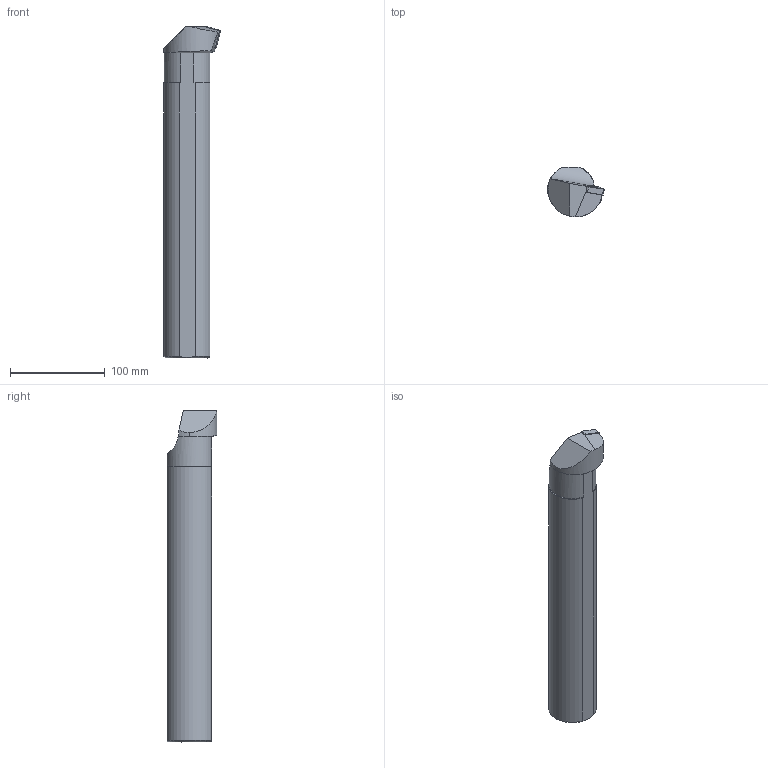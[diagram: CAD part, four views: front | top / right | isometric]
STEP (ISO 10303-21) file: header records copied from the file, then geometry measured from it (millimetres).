
FILE_DESCRIPTION(/* description */ (''),/* implementation_level */ '2;1');
FILE_NAME(/* name */ 'A50U-PSKNR19.stp',/* time_stamp */ '2023-01-17T07:29:33+01:00',/* author */ (''),/* organization */ (''),/* preprocessor_version */ 'ST-DEVELOPER v16.7',/* originating_system */ 'SIEMENS PLM Software NX 12.0',/* authorisation */ '');
FILE_SCHEMA (('AUTOMOTIVE_DESIGN { 1 0 10303 214 3 1 1 1 }'));
Length unit declared in the file: millimetre
Products named in the file (1): kl6240F04847m8fj
Bounding box: 59.88 x 52.7 x 350.09 mm (x, y, z)
Volume: 642986.3 mm3; surface area: 58867.7 mm2
Topology: 2 solids, 3 shells, 49 faces, 128 edges, 83 vertices
Faces by surface type: plane 21, cylinder 19, cone 8, extrusion 1
Full cylindrical faces by diameter (mm): 4.5 x1, 7.9 x1, 10 x1
Entity records: 1522 total; most frequent: CARTESIAN_POINT 306, DIRECTION 252, ORIENTED_EDGE 238, EDGE_CURVE 119, AXIS2_PLACEMENT_3D 98, VERTEX_POINT 81, EDGE_LOOP 58, VECTOR 56
